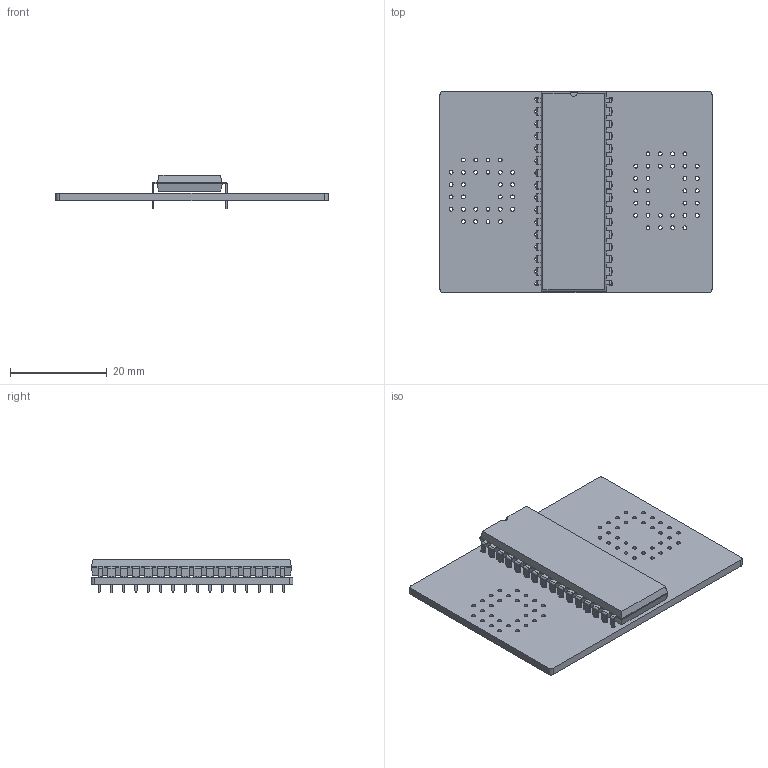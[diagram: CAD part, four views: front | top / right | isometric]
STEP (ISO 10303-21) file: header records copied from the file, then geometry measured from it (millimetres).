
FILE_DESCRIPTION(('KiCad electronic assembly'),'2;1');
FILE_NAME('galep4-plcc-28-Mar2021.step','2021-03-27T06:25:27',( 'An Author'),('A Company'),'Open CASCADE STEP processor 6.9', 'KiCad to STEP converter','Unknown');
FILE_SCHEMA(('AUTOMOTIVE_DESIGN { 1 0 10303 214 1 1 1 1 }'));
Length unit declared in the file: millimetre
Products named in the file (4): Open CASCADE STEP translator 6.9 1; DIP-32_W15.24mm; SOLID; COMPOUND
Assembly tree (3 placements, depth 3):
  Open CASCADE STEP translator 6.9 1
    DIP-32_W15.24mm
      SOLID
    COMPOUND
Bounding box: 56.13 x 41.66 x 6.98 mm (x, y, z)
Volume: 5484.5 mm3; surface area: 7126.7 mm2
Topology: 2 solids, 2 shells, 658 faces, 1824 edges, 1170 vertices
Faces by surface type: plane 453, cylinder 161, bspline 44
Full cylindrical faces by diameter (mm): 0.8 x92
Entity records: 49472 total; most frequent: CARTESIAN_POINT 8614, DIRECTION 6828, LINE 4682, VECTOR 4682, ORIENTED_EDGE 3648, PCURVE 3648, DEFINITIONAL_REPRESENTATION 3648, EDGE_CURVE 1824
